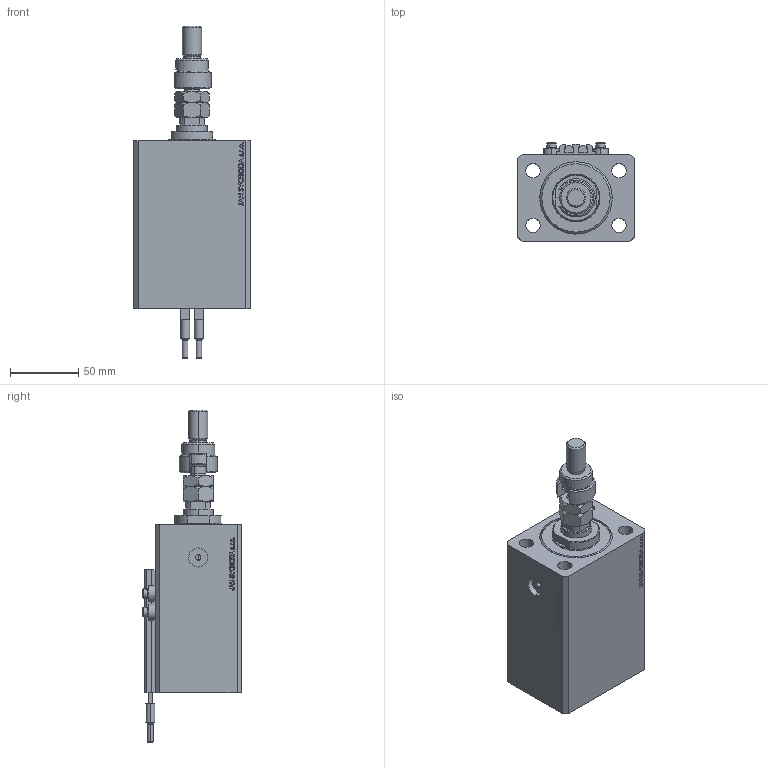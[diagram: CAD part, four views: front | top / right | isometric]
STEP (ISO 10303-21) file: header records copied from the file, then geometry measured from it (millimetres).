
FILE_DESCRIPTION (( 'STEP AP203' ), '1' );
FILE_NAME ('e7e6.STEP', '2022-04-09T13:45:18', ( '' ), ( '' ), 'SwSTEP 2.0', 'SolidWorks 2019', '' );
FILE_SCHEMA (( 'CONFIG_CONTROL_DESIGN' ));
Length unit declared in the file: millimetre
Products named in the file (9): SWITCH_V250CE 57c6941aee60afb8148bf45e791ad79f; V250CE_C_VCP 57c6941aee60afb8148bf45e791ad79f; FEMALE_PART_FOR_DFA 57c6941aee60afb8148bf45e791ad79f; DFA 57c6941aee60afb8148bf45e791ad79f; V250CE_VC_C 57c6941aee60afb8148bf45e791ad79f; MFA 57c6941aee60afb8148bf45e791ad79f; e7e6; V250CE_C_Body 57c6941aee60afb8148bf45e791ad79f; ALLEN BOLT V250CE 57c6941aee60afb8148bf45e791ad79f
Assembly tree (12 placements, depth 3):
  e7e6
    V250CE_C_Body 57c6941aee60afb8148bf45e791ad79f
    ALLEN BOLT V250CE 57c6941aee60afb8148bf45e791ad79f  x4
    V250CE_C_VCP 57c6941aee60afb8148bf45e791ad79f
    V250CE_VC_C 57c6941aee60afb8148bf45e791ad79f
    DFA 57c6941aee60afb8148bf45e791ad79f
      FEMALE_PART_FOR_DFA 57c6941aee60afb8148bf45e791ad79f
      MFA 57c6941aee60afb8148bf45e791ad79f
    SWITCH_V250CE 57c6941aee60afb8148bf45e791ad79f  x2
Bounding box: 85 x 72 x 242.9 mm (x, y, z)
Volume: 612388.5 mm3; surface area: 127028.2 mm2
Topology: 12 solids, 12 shells, 1175 faces, 2900 edges, 1871 vertices
Faces by surface type: plane 564, bspline 374, cylinder 113, cone 102, torus 22
Entity records: 50992 total; most frequent: CARTESIAN_POINT 26729, ORIENTED_EDGE 5382, DIRECTION 3569, EDGE_CURVE 2691, VERTEX_POINT 1757, LINE 1579, VECTOR 1579, EDGE_LOOP 1202
